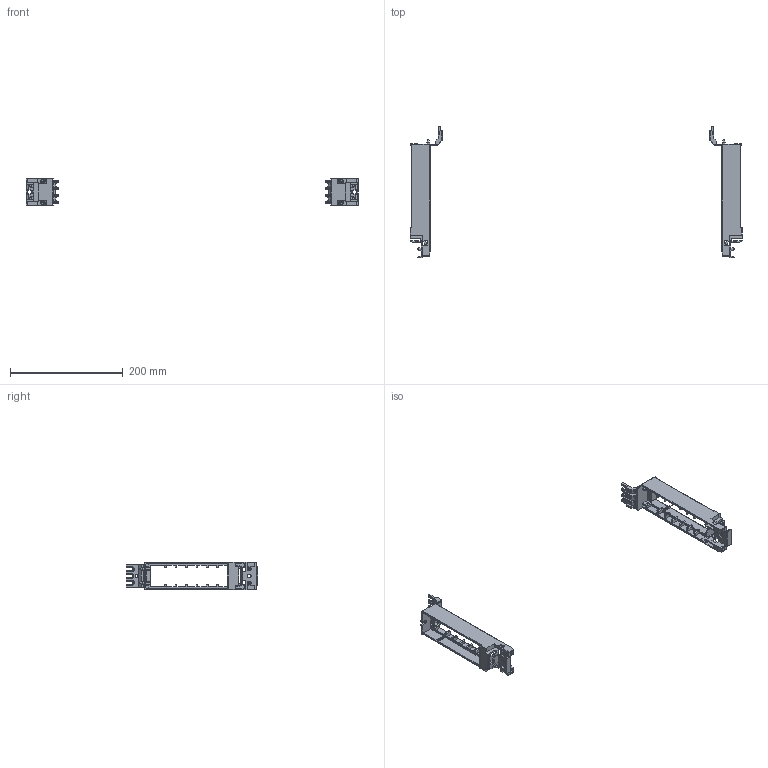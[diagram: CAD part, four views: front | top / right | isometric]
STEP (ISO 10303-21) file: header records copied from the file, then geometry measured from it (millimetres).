
FILE_DESCRIPTION(('CATIA V5 STEP'),'2;1');
FILE_NAME('A8500300_Leistenfuehrung_JM_LF01_SASIL00_50.stp','2014-06-18T09:43:50+00:00',('none'),('Jean Müller GmbH'),'CATIA Version 5 Release 19 SP 9 (IN-10)','CATIA V5 STEP AP214','none');
FILE_SCHEMA(('AUTOMOTIVE_DESIGN { 1 0 10303 214 1 1 1 1 }'));
Length unit declared in the file: millimetre
Products named in the file (3): A8500300_Leistenfuehrung JM LF01/SASIL00-50; 32737_Leistenfuehrung; 60569_Gewindebuchse
Assembly tree (6 placements, depth 2):
  A8500300_Leistenfuehrung JM LF01/SASIL00-50
    32737_Leistenfuehrung  x2
    60569_Gewindebuchse  x4
Bounding box: 590 x 234.48 x 49.5 mm (x, y, z)
Volume: 131661.9 mm3; surface area: 102440.4 mm2
Topology: 6 solids, 6 shells, 1870 faces, 4964 edges, 2912 vertices
Faces by surface type: cylinder 828, plane 686, sphere 192, torus 92, cone 40, bspline 32
Entity records: 33389 total; most frequent: CARTESIAN_POINT 5972, ORIENTED_EDGE 4688, DIRECTION 3766, EDGE_CURVE 2344, AXIS2_PLACEMENT_3D 1557, VERTEX_POINT 1426, VECTOR 1421, LINE 1421
